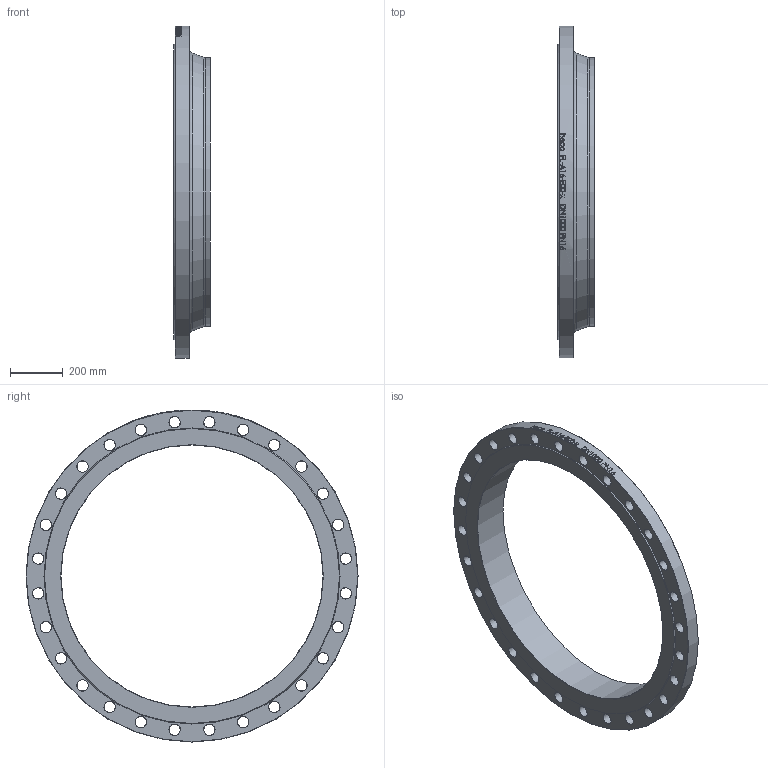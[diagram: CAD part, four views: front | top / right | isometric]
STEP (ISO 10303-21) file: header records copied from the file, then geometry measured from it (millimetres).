
FILE_DESCRIPTION (( 'STEP AP214' ), '1' );
FILE_NAME ('FL-A16-E00-x Vorschweissflansch DN1000 PN16 iso DIN2633 2009.STEP', '2020-09-22T11:57:21', ( '' ), ( '' ), 'SwSTEP 2.0', 'SolidWorks 2019', '' );
FILE_SCHEMA (( 'AUTOMOTIVE_DESIGN' ));
Length unit declared in the file: millimetre
Products named in the file (1): FL-A16-E00-x Vorschweissflansch DN1000 PN16 iso DIN2633 2009
Bounding box: 137 x 1255 x 1255 mm (x, y, z)
Volume: 29134993.2 mm3; surface area: 1882770.5 mm2
Topology: 1 solids, 1 shells, 136 faces, 498 edges, 403 vertices
Faces by surface type: cylinder 69, cone 61, plane 4, torus 2
Full cylindrical faces by diameter (mm): 42 x28, 991 x1, 1016 x1, 1255 x1
Entity records: 12406 total; most frequent: CARTESIAN_POINT 8245, ORIENTED_EDGE 742, DIRECTION 688, EDGE_CURVE 371, VERTEX_POINT 371, EDGE_LOOP 328, AXIS2_PLACEMENT_3D 322, CIRCLE 185
